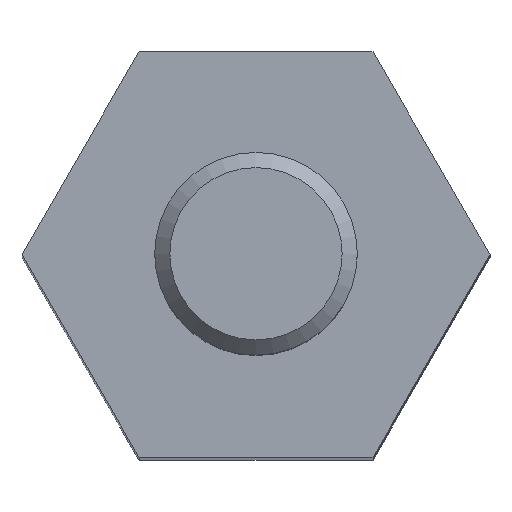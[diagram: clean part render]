
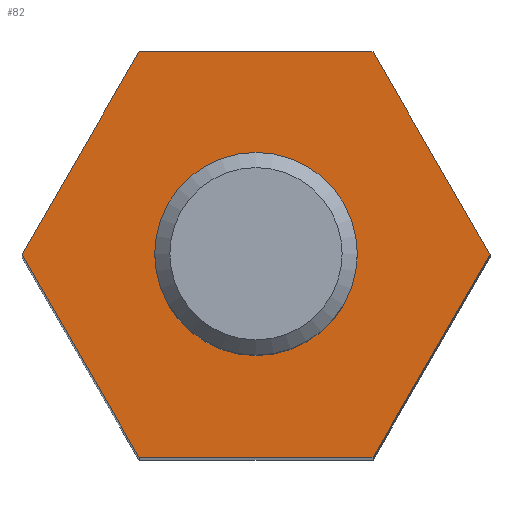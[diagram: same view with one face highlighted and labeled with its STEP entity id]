
A CAD part, top view. The second image highlights one B-rep face of the part: STEP entity #82.
In plain terms, the highlighted planar face has unit normal (0, 0, 1).
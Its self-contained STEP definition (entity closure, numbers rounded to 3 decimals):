
#82 = ADVANCED_FACE( '', ( #175, #176 ), #177, .T. );
#175 = FACE_BOUND( '', #273, .T. );
#176 = FACE_OUTER_BOUND( '', #274, .T. );
#177 = PLANE( '', #275 );
#273 = EDGE_LOOP( '', ( #424 ) );
#274 = EDGE_LOOP( '', ( #425, #426, #427, #428, #429, #430 ) );
#275 = AXIS2_PLACEMENT_3D( '', #431, #432, #433 );
#424 = ORIENTED_EDGE( '', *, *, #548, .T. );
#425 = ORIENTED_EDGE( '', *, *, #516, .T. );
#426 = ORIENTED_EDGE( '', *, *, #544, .T. );
#427 = ORIENTED_EDGE( '', *, *, #529, .T. );
#428 = ORIENTED_EDGE( '', *, *, #539, .T. );
#429 = ORIENTED_EDGE( '', *, *, #549, .T. );
#430 = ORIENTED_EDGE( '', *, *, #550, .T. );
#431 = CARTESIAN_POINT( '', ( 0., 0., 0. ) );
#432 = DIRECTION( '', ( 0., 0., 1. ) );
#433 = DIRECTION( '', ( 1., 0., 0. ) );
#516 = EDGE_CURVE( '', #592, #597, #599, .T. );
#529 = EDGE_CURVE( '', #614, #617, #619, .T. );
#539 = EDGE_CURVE( '', #617, #630, #632, .T. );
#544 = EDGE_CURVE( '', #597, #614, #638, .T. );
#548 = EDGE_CURVE( '', #643, #643, #644, .F. );
#549 = EDGE_CURVE( '', #630, #645, #646, .T. );
#550 = EDGE_CURVE( '', #645, #592, #647, .T. );
#592 = VERTEX_POINT( '', #692 );
#597 = VERTEX_POINT( '', #700 );
#599 = LINE( '', #703, #704 );
#614 = VERTEX_POINT( '', #721 );
#617 = VERTEX_POINT( '', #726 );
#619 = LINE( '', #729, #730 );
#630 = VERTEX_POINT( '', #742 );
#632 = LINE( '', #745, #746 );
#638 = LINE( '', #753, #754 );
#643 = VERTEX_POINT( '', #759 );
#644 = CIRCLE( '', #760, 1.85 );
#645 = VERTEX_POINT( '', #761 );
#646 = LINE( '', #762, #763 );
#647 = LINE( '', #764, #765 );
#692 = CARTESIAN_POINT( '', ( -2.309, -4., 0. ) );
#700 = CARTESIAN_POINT( '', ( 2.309, -4., 0. ) );
#703 = CARTESIAN_POINT( '', ( -2.309, -4., 0. ) );
#704 = VECTOR( '', #819, 1000. );
#721 = CARTESIAN_POINT( '', ( 4.619, 0., 0. ) );
#726 = CARTESIAN_POINT( '', ( 2.309, 4., 0. ) );
#729 = CARTESIAN_POINT( '', ( 4.619, 0., 0. ) );
#730 = VECTOR( '', #834, 1000. );
#742 = CARTESIAN_POINT( '', ( -2.309, 4., 0. ) );
#745 = CARTESIAN_POINT( '', ( 2.309, 4., 0. ) );
#746 = VECTOR( '', #843, 1000. );
#753 = CARTESIAN_POINT( '', ( 2.309, -4., 0. ) );
#754 = VECTOR( '', #848, 1000. );
#759 = CARTESIAN_POINT( '', ( 1.85, 0., 0. ) );
#760 = AXIS2_PLACEMENT_3D( '', #852, #853, #854 );
#761 = CARTESIAN_POINT( '', ( -4.619, 0., 0. ) );
#762 = CARTESIAN_POINT( '', ( -2.309, 4., 0. ) );
#763 = VECTOR( '', #855, 1000. );
#764 = CARTESIAN_POINT( '', ( -4.619, 0., 0. ) );
#765 = VECTOR( '', #856, 1000. );
#819 = DIRECTION( '', ( 1., 0., 0. ) );
#834 = DIRECTION( '', ( -0.5, 0.866, 0. ) );
#843 = DIRECTION( '', ( -1., 0., 0. ) );
#848 = DIRECTION( '', ( 0.5, 0.866, 0. ) );
#852 = CARTESIAN_POINT( '', ( 0., 0., 0. ) );
#853 = DIRECTION( '', ( 0., 0., 1. ) );
#854 = DIRECTION( '', ( 1., 0., 0. ) );
#855 = DIRECTION( '', ( -0.5, -0.866, 0. ) );
#856 = DIRECTION( '', ( 0.5, -0.866, 0. ) );
